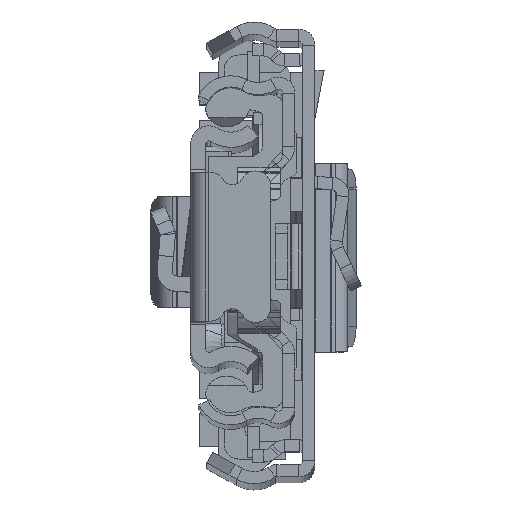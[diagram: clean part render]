
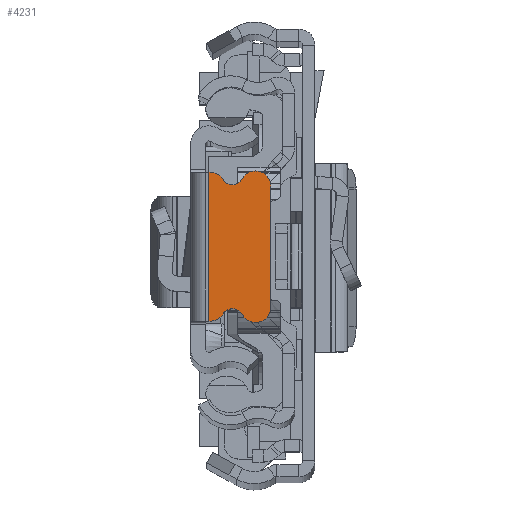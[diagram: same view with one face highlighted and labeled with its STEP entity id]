
A CAD part, top view. The second image highlights one B-rep face of the part: STEP entity #4231.
In plain terms, the highlighted planar face has unit normal (0, 0, 1).
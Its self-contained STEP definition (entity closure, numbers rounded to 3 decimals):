
#169 = FACE_OUTER_BOUND ( 'NONE', #14920, .T. ) ;
#358 = ORIENTED_EDGE ( 'NONE', *, *, #5425, .T. ) ;
#550 = CARTESIAN_POINT ( 'NONE',  ( -1.929, 7.37, 0. ) ) ;
#602 = EDGE_CURVE ( 'NONE', #4197, #27180, #31174, .T. ) ;
#758 = CIRCLE ( 'NONE', #13187, 1.1 ) ;
#870 = DIRECTION ( 'NONE',  ( 1., 0., 0. ) ) ;
#892 = AXIS2_PLACEMENT_3D ( 'NONE', #25801, #3806, #1654 ) ;
#1070 = AXIS2_PLACEMENT_3D ( 'NONE', #27529, #25051, #3405 ) ;
#1240 = VERTEX_POINT ( 'NONE', #21950 ) ;
#1414 = CARTESIAN_POINT ( 'NONE',  ( -1.75, 7.37, 0. ) ) ;
#1654 = DIRECTION ( 'NONE',  ( 1., 0., 0. ) ) ;
#1822 = VECTOR ( 'NONE', #6605, 1000. ) ;
#2041 = VERTEX_POINT ( 'NONE', #15797 ) ;
#2518 = DIRECTION ( 'NONE',  ( -1., 0., 0. ) ) ;
#2584 = CIRCLE ( 'NONE', #892, 1.1 ) ;
#3347 = CARTESIAN_POINT ( 'NONE',  ( -6.429, -6., 0. ) ) ;
#3405 = DIRECTION ( 'NONE',  ( -1., 0., 0. ) ) ;
#3414 = CARTESIAN_POINT ( 'NONE',  ( -1.929, 7.37, 0. ) ) ;
#3530 = CARTESIAN_POINT ( 'NONE',  ( -7.929, 6., 0. ) ) ;
#3806 = DIRECTION ( 'NONE',  ( 0., 0., -1. ) ) ;
#3841 = EDGE_CURVE ( 'NONE', #14042, #4197, #17388, .T. ) ;
#4134 = VERTEX_POINT ( 'NONE', #16570 ) ;
#4197 = VERTEX_POINT ( 'NONE', #3530 ) ;
#4231 = ADVANCED_FACE ( 'NONE', ( #169 ), #10974, .T. ) ;
#4874 = DIRECTION ( 'NONE',  ( -1., 0., 0. ) ) ;
#5026 = DIRECTION ( 'NONE',  ( 0., -1., 0. ) ) ;
#5405 = EDGE_CURVE ( 'NONE', #9767, #15561, #12290, .T. ) ;
#5425 = EDGE_CURVE ( 'NONE', #2041, #15561, #20228, .T. ) ;
#6194 = DIRECTION ( 'NONE',  ( 1., 0., 0. ) ) ;
#6605 = DIRECTION ( 'NONE',  ( 1., 0., 0. ) ) ;
#6820 = CARTESIAN_POINT ( 'NONE',  ( -1.75, -7.37, 0. ) ) ;
#6997 = CARTESIAN_POINT ( 'NONE',  ( -7.929, -6., 0. ) ) ;
#7071 = DIRECTION ( 'NONE',  ( 0., -1., 0. ) ) ;
#8284 = EDGE_CURVE ( 'NONE', #11333, #14102, #22071, .T. ) ;
#9204 = DIRECTION ( 'NONE',  ( 0., 0., 1. ) ) ;
#9488 = EDGE_CURVE ( 'NONE', #4134, #2041, #758, .T. ) ;
#9767 = VERTEX_POINT ( 'NONE', #6820 ) ;
#10028 = DIRECTION ( 'NONE',  ( -1., 0., 0. ) ) ;
#10974 = PLANE ( 'NONE',  #28127 ) ;
#11204 = EDGE_CURVE ( 'NONE', #27180, #4134, #26689, .T. ) ;
#11333 = VERTEX_POINT ( 'NONE', #550 ) ;
#11918 = DIRECTION ( 'NONE',  ( 0., 0., 1. ) ) ;
#12290 = LINE ( 'NONE', #33413, #17409 ) ;
#12394 = AXIS2_PLACEMENT_3D ( 'NONE', #20905, #33752, #4874 ) ;
#13187 = AXIS2_PLACEMENT_3D ( 'NONE', #21370, #26490, #2518 ) ;
#14042 = VERTEX_POINT ( 'NONE', #16084 ) ;
#14102 = VERTEX_POINT ( 'NONE', #1414 ) ;
#14920 = EDGE_LOOP ( 'NONE', ( #22868, #33437, #34845, #26595, #30337, #26280, #28418, #30799, #358, #22488 ) ) ;
#15561 = VERTEX_POINT ( 'NONE', #21147 ) ;
#15797 = CARTESIAN_POINT ( 'NONE',  ( -3.206, -6.658, 0. ) ) ;
#16084 = CARTESIAN_POINT ( 'NONE',  ( -5.109, 6.713, 0. ) ) ;
#16436 = VECTOR ( 'NONE', #5026, 1000. ) ;
#16570 = CARTESIAN_POINT ( 'NONE',  ( -5.109, -6.713, 0. ) ) ;
#17388 = CIRCLE ( 'NONE', #1070, 1.5 ) ;
#17409 = VECTOR ( 'NONE', #10028, 1000. ) ;
#17710 = DIRECTION ( 'NONE',  ( 1., 0., 0. ) ) ;
#18754 = CARTESIAN_POINT ( 'NONE',  ( -1.75, 0., 0. ) ) ;
#20228 = CIRCLE ( 'NONE', #20773, 1.5 ) ;
#20773 = AXIS2_PLACEMENT_3D ( 'NONE', #27398, #11918, #17710 ) ;
#20905 = CARTESIAN_POINT ( 'NONE',  ( -1.929, 5.87, 0. ) ) ;
#21147 = CARTESIAN_POINT ( 'NONE',  ( -1.929, -7.37, 0. ) ) ;
#21370 = CARTESIAN_POINT ( 'NONE',  ( -4.142, -7.236, 0. ) ) ;
#21783 = EDGE_CURVE ( 'NONE', #14102, #9767, #32494, .T. ) ;
#21950 = CARTESIAN_POINT ( 'NONE',  ( -3.206, 6.658, 0. ) ) ;
#22071 = LINE ( 'NONE', #3414, #1822 ) ;
#22488 = ORIENTED_EDGE ( 'NONE', *, *, #5405, .F. ) ;
#22868 = ORIENTED_EDGE ( 'NONE', *, *, #21783, .F. ) ;
#24184 = CIRCLE ( 'NONE', #12394, 1.5 ) ;
#25051 = DIRECTION ( 'NONE',  ( 0., 0., 1. ) ) ;
#25801 = CARTESIAN_POINT ( 'NONE',  ( -4.142, 7.236, 0. ) ) ;
#26044 = EDGE_CURVE ( 'NONE', #1240, #14042, #2584, .T. ) ;
#26051 = CARTESIAN_POINT ( 'NONE',  ( -7.929, -6., 0. ) ) ;
#26280 = ORIENTED_EDGE ( 'NONE', *, *, #602, .T. ) ;
#26490 = DIRECTION ( 'NONE',  ( 0., 0., -1. ) ) ;
#26595 = ORIENTED_EDGE ( 'NONE', *, *, #26044, .T. ) ;
#26689 = CIRCLE ( 'NONE', #28929, 1.5 ) ;
#27180 = VERTEX_POINT ( 'NONE', #6997 ) ;
#27313 = DIRECTION ( 'NONE',  ( 0., 0., 1. ) ) ;
#27398 = CARTESIAN_POINT ( 'NONE',  ( -1.929, -5.87, 0. ) ) ;
#27529 = CARTESIAN_POINT ( 'NONE',  ( -6.429, 6., 0. ) ) ;
#28127 = AXIS2_PLACEMENT_3D ( 'NONE', #30294, #27313, #6194 ) ;
#28418 = ORIENTED_EDGE ( 'NONE', *, *, #11204, .T. ) ;
#28929 = AXIS2_PLACEMENT_3D ( 'NONE', #3347, #9204, #870 ) ;
#30294 = CARTESIAN_POINT ( 'NONE',  ( 347.771, 0., 0. ) ) ;
#30337 = ORIENTED_EDGE ( 'NONE', *, *, #3841, .T. ) ;
#30799 = ORIENTED_EDGE ( 'NONE', *, *, #9488, .T. ) ;
#31174 = LINE ( 'NONE', #26051, #34591 ) ;
#31381 = EDGE_CURVE ( 'NONE', #11333, #1240, #24184, .T. ) ;
#32494 = LINE ( 'NONE', #18754, #16436 ) ;
#33413 = CARTESIAN_POINT ( 'NONE',  ( -1.929, -7.37, 0. ) ) ;
#33437 = ORIENTED_EDGE ( 'NONE', *, *, #8284, .F. ) ;
#33752 = DIRECTION ( 'NONE',  ( 0., 0., 1. ) ) ;
#34591 = VECTOR ( 'NONE', #7071, 1000. ) ;
#34845 = ORIENTED_EDGE ( 'NONE', *, *, #31381, .T. ) ;
